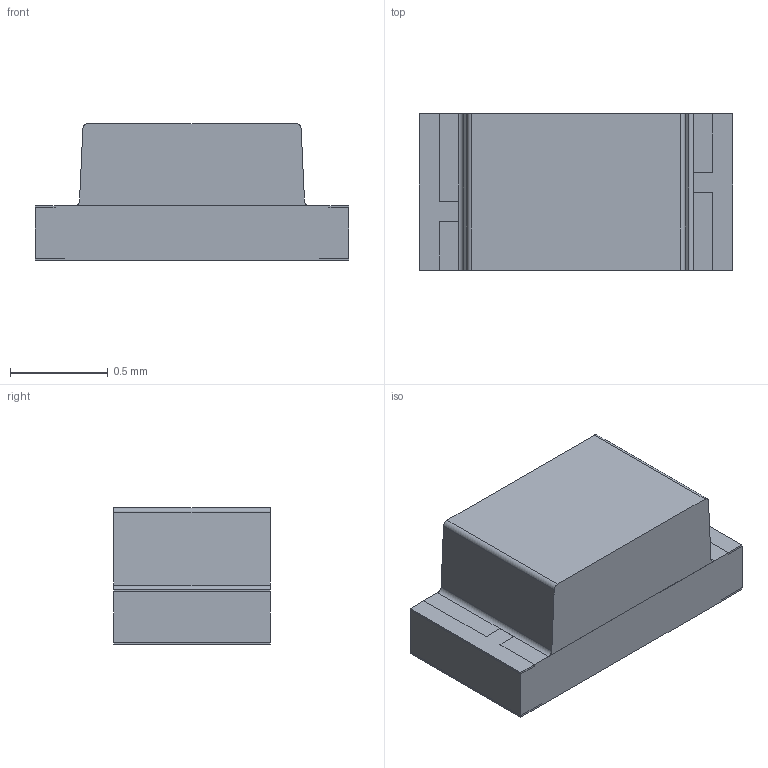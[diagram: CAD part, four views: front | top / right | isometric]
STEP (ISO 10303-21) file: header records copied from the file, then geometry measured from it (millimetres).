
FILE_DESCRIPTION(/* description */ ('Unknown'),/* implementation_level */ '2;1');
FILE_NAME(/* name */ '154060xNxxx',/* time_stamp */ '2019-02-07T14:56:09+01:00',/* author */ ('Unknown'),/* organization */ ('Unknown'),/* preprocessor_version */ 'ST-DEVELOPER v16.7',/* originating_system */ 'DEX',/* authorisation */ $);
FILE_SCHEMA (('AUTOMOTIVE_DESIGN {1 0 10303 214 3 1 1}'));
Length unit declared in the file: millimetre
Products named in the file (4): 154060xNxxx; Body; Pins; Dome
Assembly tree (3 placements, depth 2):
  154060xNxxx
    Body
    Pins
    Dome
Bounding box: 1.6 x 0.8 x 0.7 mm (x, y, z)
Volume: 0.7 mm3; surface area: 9 mm2
Topology: 7 solids, 7 shells, 89 faces, 222 edges, 148 vertices
Faces by surface type: plane 85, cylinder 4
Entity records: 2959 total; most frequent: CARTESIAN_POINT 463, ORIENTED_EDGE 444, DIRECTION 416, EDGE_CURVE 222, LINE 214, VECTOR 214, VERTEX_POINT 148, AXIS2_PLACEMENT_3D 101
